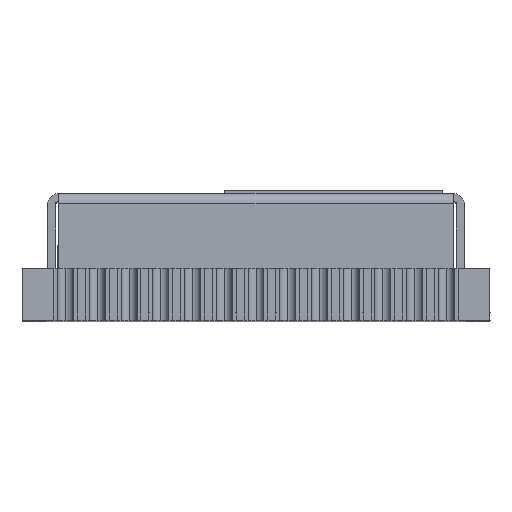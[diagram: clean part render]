
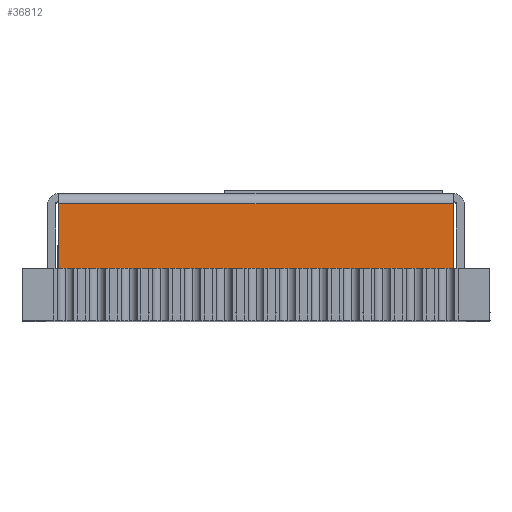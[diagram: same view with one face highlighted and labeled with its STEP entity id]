
A CAD part, top view. The second image highlights one B-rep face of the part: STEP entity #36812.
In plain terms, the highlighted planar face has unit normal (0, 0, 1).
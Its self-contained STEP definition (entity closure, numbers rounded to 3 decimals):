
#3554 = CARTESIAN_POINT ( 'NONE',  ( -4.979, 2.95, 8.3 ) ) ;
#3959 = VECTOR ( 'NONE', #14963, 1000. ) ;
#4767 = CARTESIAN_POINT ( 'NONE',  ( 4.979, 1.32, 8.3 ) ) ;
#5921 = LINE ( 'NONE', #14843, #3959 ) ;
#6335 = ORIENTED_EDGE ( 'NONE', *, *, #38194, .T. ) ;
#8608 = CARTESIAN_POINT ( 'NONE',  ( -4.979, 23.503, 8.3 ) ) ;
#9883 = DIRECTION ( 'NONE',  ( 1., 0., 0. ) ) ;
#10525 = VERTEX_POINT ( 'NONE', #4767 ) ;
#10630 = DIRECTION ( 'NONE',  ( -1., 0., 0. ) ) ;
#11146 = VERTEX_POINT ( 'NONE', #29992 ) ;
#13371 = DIRECTION ( 'NONE',  ( 0., 0., -1. ) ) ;
#14754 = ORIENTED_EDGE ( 'NONE', *, *, #38308, .T. ) ;
#14843 = CARTESIAN_POINT ( 'NONE',  ( -4.979, 2.95, 8.3 ) ) ;
#14963 = DIRECTION ( 'NONE',  ( -1., 0., 0. ) ) ;
#15006 = EDGE_CURVE ( 'NONE', #38431, #11146, #20241, .T. ) ;
#15788 = VECTOR ( 'NONE', #9883, 1000. ) ;
#17861 = DIRECTION ( 'NONE',  ( 0., -1., 0. ) ) ;
#18344 = CARTESIAN_POINT ( 'NONE',  ( 4.979, 23.503, 8.3 ) ) ;
#19278 = AXIS2_PLACEMENT_3D ( 'NONE', #26084, #13371, #10630 ) ;
#19483 = LINE ( 'NONE', #18344, #24797 ) ;
#20241 = LINE ( 'NONE', #8608, #40069 ) ;
#22068 = FACE_OUTER_BOUND ( 'NONE', #33698, .T. ) ;
#22596 = LINE ( 'NONE', #28292, #15788 ) ;
#24797 = VECTOR ( 'NONE', #39997, 1000. ) ;
#26084 = CARTESIAN_POINT ( 'NONE',  ( -5.25, 23.503, 8.3 ) ) ;
#27584 = VERTEX_POINT ( 'NONE', #31447 ) ;
#28292 = CARTESIAN_POINT ( 'NONE',  ( -5.25, 1.32, 8.3 ) ) ;
#28610 = PLANE ( 'NONE',  #19278 ) ;
#29992 = CARTESIAN_POINT ( 'NONE',  ( -4.979, 1.32, 8.3 ) ) ;
#31447 = CARTESIAN_POINT ( 'NONE',  ( 4.979, 2.95, 8.3 ) ) ;
#31980 = ORIENTED_EDGE ( 'NONE', *, *, #15006, .T. ) ;
#32096 = ORIENTED_EDGE ( 'NONE', *, *, #33436, .T. ) ;
#33436 = EDGE_CURVE ( 'NONE', #11146, #10525, #22596, .T. ) ;
#33698 = EDGE_LOOP ( 'NONE', ( #14754, #6335, #31980, #32096 ) ) ;
#36812 = ADVANCED_FACE ( 'NONE', ( #22068 ), #28610, .F. ) ;
#38194 = EDGE_CURVE ( 'NONE', #27584, #38431, #5921, .T. ) ;
#38308 = EDGE_CURVE ( 'NONE', #10525, #27584, #19483, .T. ) ;
#38431 = VERTEX_POINT ( 'NONE', #3554 ) ;
#39997 = DIRECTION ( 'NONE',  ( 0., 1., 0. ) ) ;
#40069 = VECTOR ( 'NONE', #17861, 1000. ) ;
